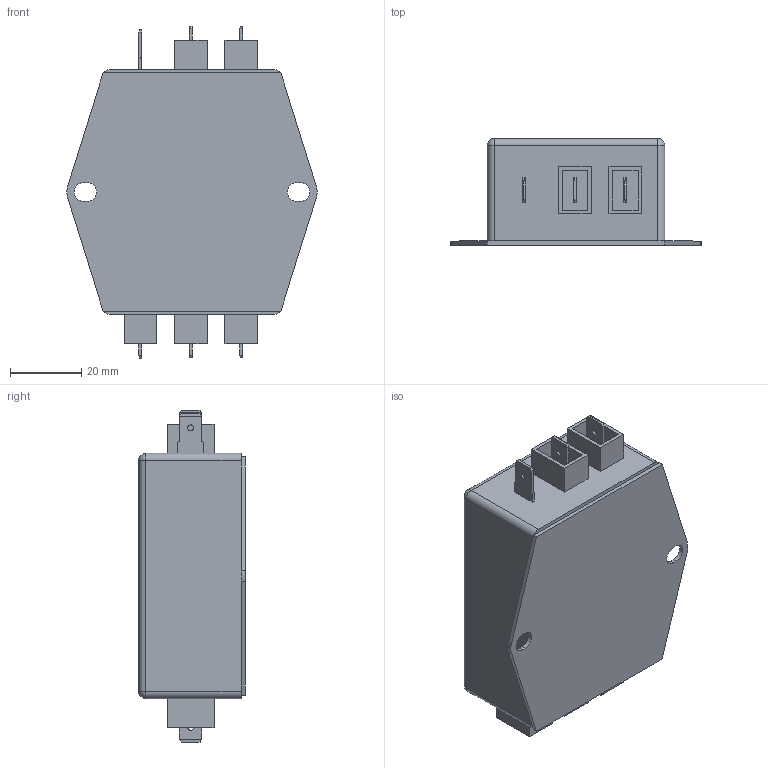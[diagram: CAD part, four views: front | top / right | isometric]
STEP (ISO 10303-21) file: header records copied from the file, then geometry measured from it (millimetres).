
FILE_DESCRIPTION (( 'STEP AP203' ), '1' );
FILE_NAME ('NF-1ph-FSY.STEP', '2018-02-02T08:54:14', ( '' ), ( '' ), 'SwSTEP 2.0', 'SolidWorks 2017', '' );
FILE_SCHEMA (( 'CONFIG_CONTROL_DESIGN' ));
Length unit declared in the file: millimetre
Products named in the file (5): Fast on for display only; Fast-on for 1M; NF-1ph-FSY; NF-1ph-FSy a; Fast-on shell for dispal only
Assembly tree (9 placements, depth 3):
  NF-1ph-FSY
    NF-1ph-FSy a
    Fast on for display only  x5
      Fast-on shell for dispal only
      Fast-on for 1M
    Fast-on for 1M
Bounding box: 70.44 x 30 x 93.4 mm (x, y, z)
Volume: 106267.4 mm3; surface area: 20495.3 mm2
Topology: 12 solids, 12 shells, 226 faces, 540 edges, 344 vertices
Faces by surface type: plane 196, cylinder 26, sphere 4
Entity records: 2751 total; most frequent: DIRECTION 378, CARTESIAN_POINT 365, ORIENTED_EDGE 344, EDGE_CURVE 172, LINE 136, VECTOR 136, AXIS2_PLACEMENT_3D 121, VERTEX_POINT 108
